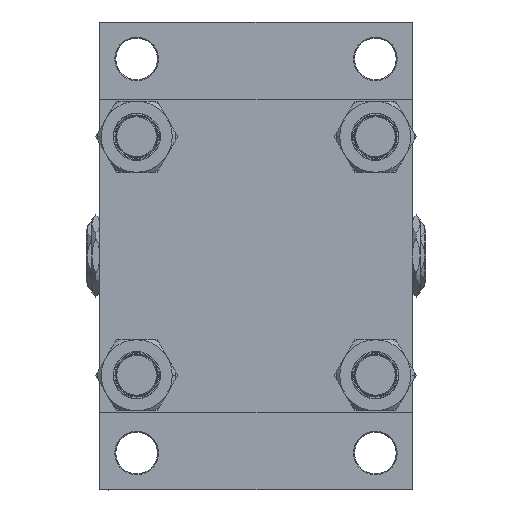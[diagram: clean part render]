
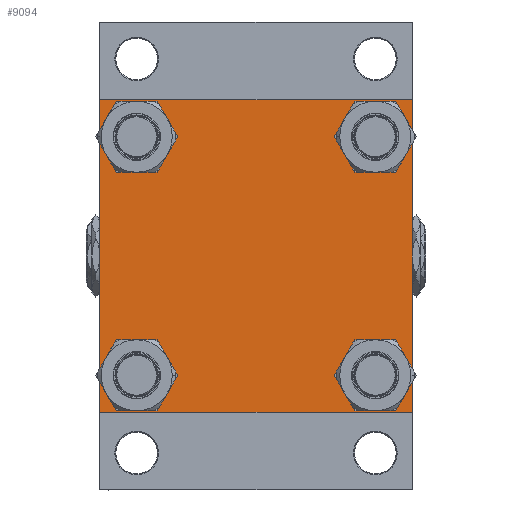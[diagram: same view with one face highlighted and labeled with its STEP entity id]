
A CAD part, left-side view. The second image highlights one B-rep face of the part: STEP entity #9094.
In plain terms, the highlighted planar face has unit normal (-1, 0, 0).
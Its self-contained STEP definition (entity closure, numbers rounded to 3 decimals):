
#45 = EDGE_CURVE ( 'NONE', #9788, #5763, #7261, .T. ) ;
#760 = CIRCLE ( 'NONE', #19925, 11.5 ) ;
#825 = ORIENTED_EDGE ( 'NONE', *, *, #21951, .T. ) ;
#1050 = CARTESIAN_POINT ( 'NONE',  ( 0., 82.5, 82. ) ) ;
#1314 = DIRECTION ( 'NONE',  ( 0., 0., -1. ) ) ;
#1804 = LINE ( 'NONE', #18027, #17540 ) ;
#2016 = EDGE_CURVE ( 'NONE', #31267, #38767, #5808, .T. ) ;
#2231 = CARTESIAN_POINT ( 'NONE',  ( 0., -82.25, -82.25 ) ) ;
#2329 = EDGE_LOOP ( 'NONE', ( #5695, #12958 ) ) ;
#3377 = VERTEX_POINT ( 'NONE', #16341 ) ;
#3494 = CARTESIAN_POINT ( 'NONE',  ( 0., 82., 82.5 ) ) ;
#3947 = DIRECTION ( 'NONE',  ( 0., 0., 1. ) ) ;
#4003 = ORIENTED_EDGE ( 'NONE', *, *, #40099, .T. ) ;
#4024 = DIRECTION ( 'NONE',  ( 0., -0.707, -0.707 ) ) ;
#4396 = AXIS2_PLACEMENT_3D ( 'NONE', #37431, #49169, #25952 ) ;
#4582 = LINE ( 'NONE', #31550, #16920 ) ;
#4609 = ORIENTED_EDGE ( 'NONE', *, *, #6998, .T. ) ;
#4696 = EDGE_CURVE ( 'NONE', #47631, #20619, #31459, .T. ) ;
#5005 = LINE ( 'NONE', #23002, #18505 ) ;
#5059 = CARTESIAN_POINT ( 'NONE',  ( 0., -82., 82.5 ) ) ;
#5695 = ORIENTED_EDGE ( 'NONE', *, *, #2016, .T. ) ;
#5725 = DIRECTION ( 'NONE',  ( 0., -0.707, 0.707 ) ) ;
#5763 = VERTEX_POINT ( 'NONE', #38868 ) ;
#5808 = CIRCLE ( 'NONE', #42560, 11.5 ) ;
#6308 = CARTESIAN_POINT ( 'NONE',  ( 0., -62.95, -51.45 ) ) ;
#6652 = CARTESIAN_POINT ( 'NONE',  ( 0., 82.5, 82.5 ) ) ;
#6903 = DIRECTION ( 'NONE',  ( 0., -1., 0. ) ) ;
#6962 = FACE_BOUND ( 'NONE', #8067, .T. ) ;
#6998 = EDGE_CURVE ( 'NONE', #19625, #3377, #29962, .T. ) ;
#7250 = CARTESIAN_POINT ( 'NONE',  ( 0., 82.5, -82. ) ) ;
#7261 = LINE ( 'NONE', #22495, #43250 ) ;
#8067 = EDGE_LOOP ( 'NONE', ( #33858, #12525 ) ) ;
#8761 = CARTESIAN_POINT ( 'NONE',  ( 0., -82., -82.5 ) ) ;
#9094 = ADVANCED_FACE ( 'NONE', ( #29449, #33435, #44671, #6962, #22194 ), #21702, .T. ) ;
#9788 = VERTEX_POINT ( 'NONE', #7250 ) ;
#10255 = AXIS2_PLACEMENT_3D ( 'NONE', #11418, #46605, #12415 ) ;
#10530 = CARTESIAN_POINT ( 'NONE',  ( 0., -62.95, -74.45 ) ) ;
#10677 = DIRECTION ( 'NONE',  ( 1., 0., 0. ) ) ;
#11351 = EDGE_CURVE ( 'NONE', #41947, #24632, #22385, .T. ) ;
#11418 = CARTESIAN_POINT ( 'NONE',  ( 0., -62.95, 62.95 ) ) ;
#11802 = CARTESIAN_POINT ( 'NONE',  ( 0., -62.95, 51.45 ) ) ;
#12077 = CARTESIAN_POINT ( 'NONE',  ( 0., -82.5, -82. ) ) ;
#12113 = CARTESIAN_POINT ( 'NONE',  ( 0., 82.5, -82.5 ) ) ;
#12415 = DIRECTION ( 'NONE',  ( 0., 0., 1. ) ) ;
#12438 = DIRECTION ( 'NONE',  ( 0., 0.707, 0.707 ) ) ;
#12525 = ORIENTED_EDGE ( 'NONE', *, *, #4696, .T. ) ;
#12958 = ORIENTED_EDGE ( 'NONE', *, *, #38236, .T. ) ;
#13649 = DIRECTION ( 'NONE',  ( 1., 0., 0. ) ) ;
#16341 = CARTESIAN_POINT ( 'NONE',  ( 0., -62.95, 74.45 ) ) ;
#16516 = DIRECTION ( 'NONE',  ( 0., 0., 1. ) ) ;
#16920 = VECTOR ( 'NONE', #1314, 1000. ) ;
#17328 = VECTOR ( 'NONE', #27349, 1000. ) ;
#17540 = VECTOR ( 'NONE', #36517, 1000. ) ;
#18027 = CARTESIAN_POINT ( 'NONE',  ( 0., 82.25, 82.25 ) ) ;
#18297 = VECTOR ( 'NONE', #5725, 1000. ) ;
#18364 = ORIENTED_EDGE ( 'NONE', *, *, #11351, .F. ) ;
#18393 = EDGE_CURVE ( 'NONE', #3377, #19625, #23856, .T. ) ;
#18505 = VECTOR ( 'NONE', #41990, 1000. ) ;
#19355 = EDGE_LOOP ( 'NONE', ( #30659, #4609 ) ) ;
#19625 = VERTEX_POINT ( 'NONE', #11802 ) ;
#19722 = CARTESIAN_POINT ( 'NONE',  ( 0., -62.95, -62.95 ) ) ;
#19862 = VERTEX_POINT ( 'NONE', #1050 ) ;
#19890 = CARTESIAN_POINT ( 'NONE',  ( 0., -62.95, -62.95 ) ) ;
#19925 = AXIS2_PLACEMENT_3D ( 'NONE', #43917, #20712, #21200 ) ;
#20483 = CARTESIAN_POINT ( 'NONE',  ( 0., -82.5, 82. ) ) ;
#20619 = VERTEX_POINT ( 'NONE', #36805 ) ;
#20712 = DIRECTION ( 'NONE',  ( 1., 0., 0. ) ) ;
#21200 = DIRECTION ( 'NONE',  ( 0., 0., 1. ) ) ;
#21702 = PLANE ( 'NONE',  #4396 ) ;
#21951 = EDGE_CURVE ( 'NONE', #19862, #9788, #5005, .T. ) ;
#22194 = FACE_OUTER_BOUND ( 'NONE', #33414, .T. ) ;
#22385 = LINE ( 'NONE', #6652, #28380 ) ;
#22495 = CARTESIAN_POINT ( 'NONE',  ( 0., 82.25, -82.25 ) ) ;
#22878 = EDGE_LOOP ( 'NONE', ( #39982, #46566 ) ) ;
#23002 = CARTESIAN_POINT ( 'NONE',  ( 0., 82.5, 82.5 ) ) ;
#23133 = DIRECTION ( 'NONE',  ( 1., 0., 0. ) ) ;
#23508 = AXIS2_PLACEMENT_3D ( 'NONE', #31896, #13649, #32138 ) ;
#23564 = CARTESIAN_POINT ( 'NONE',  ( 0., 62.95, 51.45 ) ) ;
#23856 = CIRCLE ( 'NONE', #10255, 11.5 ) ;
#24628 = VERTEX_POINT ( 'NONE', #12077 ) ;
#24632 = VERTEX_POINT ( 'NONE', #5059 ) ;
#24794 = VERTEX_POINT ( 'NONE', #29006 ) ;
#25498 = DIRECTION ( 'NONE',  ( 1., 0., 0. ) ) ;
#25952 = DIRECTION ( 'NONE',  ( 0., 0., 1. ) ) ;
#26368 = VERTEX_POINT ( 'NONE', #8761 ) ;
#26675 = CARTESIAN_POINT ( 'NONE',  ( 0., -62.95, 62.95 ) ) ;
#26797 = AXIS2_PLACEMENT_3D ( 'NONE', #32730, #43000, #16516 ) ;
#27349 = DIRECTION ( 'NONE',  ( 0., -1., 0. ) ) ;
#27373 = EDGE_CURVE ( 'NONE', #30306, #24794, #37911, .T. ) ;
#28027 = EDGE_CURVE ( 'NONE', #20619, #47631, #48324, .T. ) ;
#28352 = ORIENTED_EDGE ( 'NONE', *, *, #40610, .T. ) ;
#28380 = VECTOR ( 'NONE', #6903, 1000. ) ;
#28968 = DIRECTION ( 'NONE',  ( 1., 0., 0. ) ) ;
#29006 = CARTESIAN_POINT ( 'NONE',  ( 0., 62.95, -51.45 ) ) ;
#29449 = FACE_BOUND ( 'NONE', #19355, .T. ) ;
#29660 = DIRECTION ( 'NONE',  ( 0., 0., 1. ) ) ;
#29721 = CARTESIAN_POINT ( 'NONE',  ( 0., 62.95, -74.45 ) ) ;
#29962 = CIRCLE ( 'NONE', #43488, 11.5 ) ;
#30306 = VERTEX_POINT ( 'NONE', #29721 ) ;
#30659 = ORIENTED_EDGE ( 'NONE', *, *, #18393, .T. ) ;
#31173 = LINE ( 'NONE', #46871, #37653 ) ;
#31201 = EDGE_CURVE ( 'NONE', #5763, #26368, #43541, .T. ) ;
#31267 = VERTEX_POINT ( 'NONE', #6308 ) ;
#31459 = CIRCLE ( 'NONE', #23508, 11.5 ) ;
#31550 = CARTESIAN_POINT ( 'NONE',  ( 0., -82.5, 82.5 ) ) ;
#31896 = CARTESIAN_POINT ( 'NONE',  ( 0., 62.95, 62.95 ) ) ;
#31901 = VERTEX_POINT ( 'NONE', #20483 ) ;
#32138 = DIRECTION ( 'NONE',  ( 0., 0., 1. ) ) ;
#32730 = CARTESIAN_POINT ( 'NONE',  ( 0., 62.95, 62.95 ) ) ;
#33157 = ORIENTED_EDGE ( 'NONE', *, *, #46167, .T. ) ;
#33414 = EDGE_LOOP ( 'NONE', ( #825, #34772, #34226, #4003, #36225, #33157, #18364, #28352 ) ) ;
#33435 = FACE_BOUND ( 'NONE', #2329, .T. ) ;
#33858 = ORIENTED_EDGE ( 'NONE', *, *, #28027, .T. ) ;
#34226 = ORIENTED_EDGE ( 'NONE', *, *, #31201, .T. ) ;
#34772 = ORIENTED_EDGE ( 'NONE', *, *, #45, .T. ) ;
#34876 = DIRECTION ( 'NONE',  ( 0., 0., 1. ) ) ;
#35980 = EDGE_CURVE ( 'NONE', #24794, #30306, #760, .T. ) ;
#36225 = ORIENTED_EDGE ( 'NONE', *, *, #47629, .F. ) ;
#36517 = DIRECTION ( 'NONE',  ( 0., 0.707, -0.707 ) ) ;
#36805 = CARTESIAN_POINT ( 'NONE',  ( 0., 62.95, 74.45 ) ) ;
#37431 = CARTESIAN_POINT ( 'NONE',  ( 0., 0., 0. ) ) ;
#37653 = VECTOR ( 'NONE', #12438, 1000. ) ;
#37911 = CIRCLE ( 'NONE', #40300, 11.5 ) ;
#38197 = AXIS2_PLACEMENT_3D ( 'NONE', #19890, #23133, #34876 ) ;
#38236 = EDGE_CURVE ( 'NONE', #38767, #31267, #38303, .T. ) ;
#38303 = CIRCLE ( 'NONE', #38197, 11.5 ) ;
#38767 = VERTEX_POINT ( 'NONE', #10530 ) ;
#38868 = CARTESIAN_POINT ( 'NONE',  ( 0., 82., -82.5 ) ) ;
#39982 = ORIENTED_EDGE ( 'NONE', *, *, #35980, .T. ) ;
#40099 = EDGE_CURVE ( 'NONE', #26368, #24628, #40451, .T. ) ;
#40300 = AXIS2_PLACEMENT_3D ( 'NONE', #46427, #28968, #41457 ) ;
#40451 = LINE ( 'NONE', #2231, #18297 ) ;
#40610 = EDGE_CURVE ( 'NONE', #41947, #19862, #1804, .T. ) ;
#41457 = DIRECTION ( 'NONE',  ( 0., 0., 1. ) ) ;
#41947 = VERTEX_POINT ( 'NONE', #3494 ) ;
#41990 = DIRECTION ( 'NONE',  ( 0., 0., -1. ) ) ;
#42560 = AXIS2_PLACEMENT_3D ( 'NONE', #19722, #10677, #29660 ) ;
#43000 = DIRECTION ( 'NONE',  ( 1., 0., 0. ) ) ;
#43250 = VECTOR ( 'NONE', #4024, 1000. ) ;
#43488 = AXIS2_PLACEMENT_3D ( 'NONE', #26675, #25498, #3947 ) ;
#43541 = LINE ( 'NONE', #12113, #17328 ) ;
#43917 = CARTESIAN_POINT ( 'NONE',  ( 0., 62.95, -62.95 ) ) ;
#44671 = FACE_BOUND ( 'NONE', #22878, .T. ) ;
#46167 = EDGE_CURVE ( 'NONE', #31901, #24632, #31173, .T. ) ;
#46427 = CARTESIAN_POINT ( 'NONE',  ( 0., 62.95, -62.95 ) ) ;
#46566 = ORIENTED_EDGE ( 'NONE', *, *, #27373, .T. ) ;
#46605 = DIRECTION ( 'NONE',  ( 1., 0., 0. ) ) ;
#46871 = CARTESIAN_POINT ( 'NONE',  ( 0., -82.25, 82.25 ) ) ;
#47629 = EDGE_CURVE ( 'NONE', #31901, #24628, #4582, .T. ) ;
#47631 = VERTEX_POINT ( 'NONE', #23564 ) ;
#48324 = CIRCLE ( 'NONE', #26797, 11.5 ) ;
#49169 = DIRECTION ( 'NONE',  ( -1., 0., 0. ) ) ;
